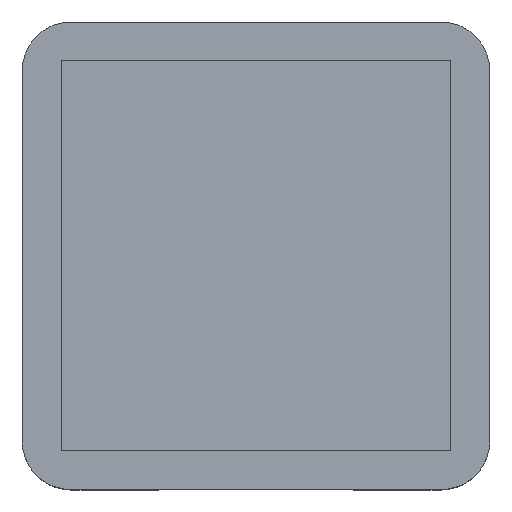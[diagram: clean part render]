
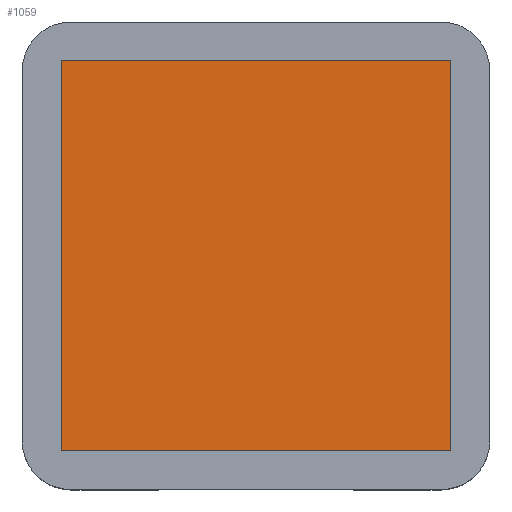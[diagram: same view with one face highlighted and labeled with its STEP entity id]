
A CAD part, top view. The second image highlights one B-rep face of the part: STEP entity #1059.
In plain terms, the highlighted planar face has unit normal (0, 0, 1).
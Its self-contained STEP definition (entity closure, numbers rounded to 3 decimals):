
#119=FACE_OUTER_BOUND('',#183,.T.);
#183=EDGE_LOOP('',(#945,#946,#947,#948));
#295=LINE('',#1734,#415);
#298=LINE('',#1740,#418);
#301=LINE('',#1746,#421);
#304=LINE('',#1750,#424);
#415=VECTOR('',#1432,10.);
#418=VECTOR('',#1437,10.);
#421=VECTOR('',#1442,10.);
#424=VECTOR('',#1447,10.);
#515=VERTEX_POINT('',#1731);
#516=VERTEX_POINT('',#1733);
#518=VERTEX_POINT('',#1739);
#520=VERTEX_POINT('',#1745);
#655=EDGE_CURVE('',#516,#515,#295,.T.);
#658=EDGE_CURVE('',#518,#516,#298,.T.);
#661=EDGE_CURVE('',#520,#518,#301,.T.);
#664=EDGE_CURVE('',#515,#520,#304,.T.);
#945=ORIENTED_EDGE('',*,*,#664,.T.);
#946=ORIENTED_EDGE('',*,*,#661,.T.);
#947=ORIENTED_EDGE('',*,*,#658,.T.);
#948=ORIENTED_EDGE('',*,*,#655,.T.);
#999=PLANE('',#1160);
#1059=ADVANCED_FACE('',(#119),#999,.T.);
#1160=AXIS2_PLACEMENT_3D('',#1751,#1448,#1449);
#1432=DIRECTION('',(0.,-1.,0.));
#1437=DIRECTION('',(-1.,0.,0.));
#1442=DIRECTION('',(0.,1.,0.));
#1447=DIRECTION('',(1.,0.,0.));
#1448=DIRECTION('center_axis',(0.,0.,1.));
#1449=DIRECTION('ref_axis',(1.,0.,0.));
#1731=CARTESIAN_POINT('',(2.,52.,12.2));
#1733=CARTESIAN_POINT('',(2.,72.,12.2));
#1734=CARTESIAN_POINT('',(2.,52.,12.2));
#1739=CARTESIAN_POINT('',(22.,72.,12.2));
#1740=CARTESIAN_POINT('',(2.,72.,12.2));
#1745=CARTESIAN_POINT('',(22.,52.,12.2));
#1746=CARTESIAN_POINT('',(22.,72.,12.2));
#1750=CARTESIAN_POINT('',(22.,52.,12.2));
#1751=CARTESIAN_POINT('Origin',(12.,62.,12.2));
